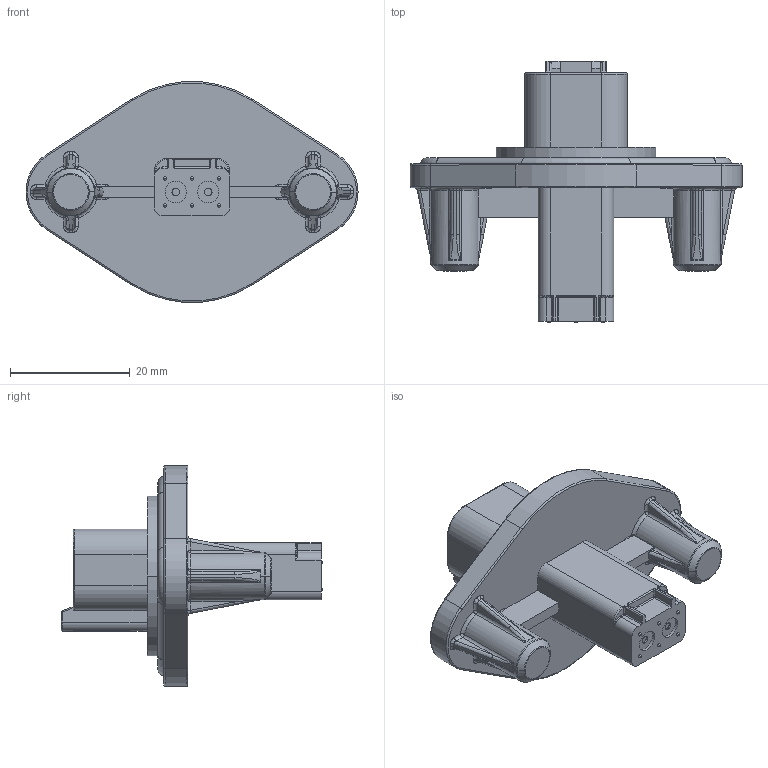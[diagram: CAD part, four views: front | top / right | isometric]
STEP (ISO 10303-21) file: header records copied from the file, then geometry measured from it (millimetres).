
FILE_DESCRIPTION((''),'2;1');
FILE_NAME('26-80426-02','2016-02-25T',('Orion.Li'),(''),'PRO/ENGINEER BY PARAMETRIC TECHNOLOGY CORPORATION, 2013230','PRO/ENGINEER BY PARAMETRIC TECHNOLOGY CORPORATION, 2013230','');
FILE_SCHEMA(('CONFIG_CONTROL_DESIGN'));
Length unit declared in the file: millimetre
Products named in the file (1): 26-80426-02
Bounding box: 55.5 x 43.78 x 36.88 mm (x, y, z)
Volume: 11011.5 mm3; surface area: 7733.3 mm2
Topology: 1 solids, 1 shells, 450 faces, 1077 edges, 632 vertices
Faces by surface type: cylinder 134, plane 96, bspline 90, torus 72, sphere 34, cone 24
Entity records: 18475 total; most frequent: CARTESIAN_POINT 8477, ORIENTED_EDGE 2130, DIRECTION 2083, EDGE_CURVE 1065, AXIS2_PLACEMENT_3D 854, VERTEX_POINT 632, CIRCLE 494, EDGE_LOOP 469
